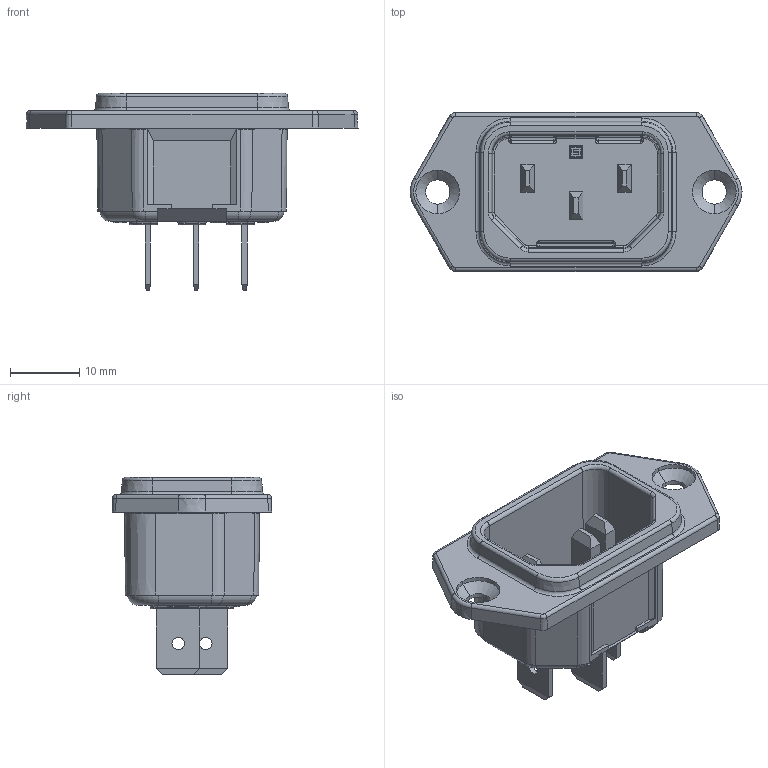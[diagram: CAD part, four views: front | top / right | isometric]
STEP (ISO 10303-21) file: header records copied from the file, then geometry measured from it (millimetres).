
FILE_DESCRIPTION (( 'STEP AP214' ), '1' );
FILE_NAME ('0850.0001_export.STEP', '2008-08-21T13:27:21', ( '' ), ( '' ), 'SwSTEP 2.0', 'SolidWorks 2006104', '' );
FILE_SCHEMA (( 'AUTOMOTIVE_DESIGN' ));
Length unit declared in the file: millimetre
Products named in the file (1): 0850.0001_export
Bounding box: 48 x 23 x 28.5 mm (x, y, z)
Volume: 4379.5 mm3; surface area: 5628.7 mm2
Topology: 1 solids, 1 shells, 469 faces, 1133 edges, 668 vertices
Faces by surface type: plane 197, cylinder 125, torus 78, cone 33, bspline 24, sphere 12
Entity records: 19729 total; most frequent: CARTESIAN_POINT 8818, DIRECTION 2343, ORIENTED_EDGE 2230, EDGE_CURVE 1115, AXIS2_PLACEMENT_3D 846, VERTEX_POINT 668, VECTOR 651, LINE 651
